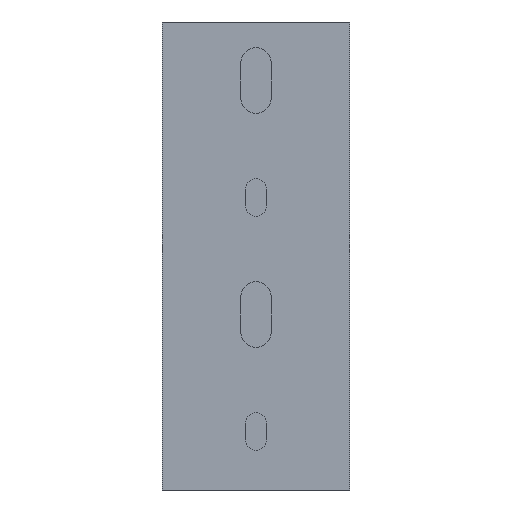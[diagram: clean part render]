
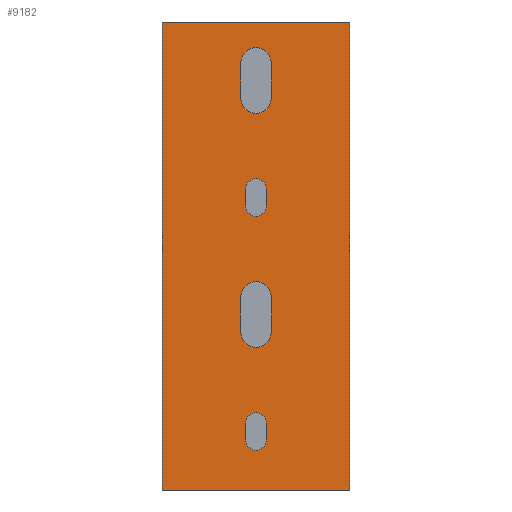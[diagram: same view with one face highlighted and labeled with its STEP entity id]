
A CAD part, front view. The second image highlights one B-rep face of the part: STEP entity #9182.
In plain terms, the highlighted planar face has unit normal (0, -1, 0).
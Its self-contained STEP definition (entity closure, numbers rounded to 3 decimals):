
#386=DIRECTION('',(1.,0.,0.));
#387=VECTOR('',#386,40.1);
#388=CARTESIAN_POINT('',(-20.05,-2.,0.));
#389=LINE('',#388,#387);
#393=DIRECTION('',(0.,0.,-1.));
#394=VECTOR('',#393,100.);
#395=CARTESIAN_POINT('',(20.05,-2.,0.));
#396=LINE('',#395,#394);
#400=DIRECTION('',(-1.,0.,0.));
#401=VECTOR('',#400,40.1);
#402=CARTESIAN_POINT('',(20.05,-2.,-100.));
#403=LINE('',#402,#401);
#407=DIRECTION('',(0.,0.,1.));
#408=VECTOR('',#407,3.5);
#409=CARTESIAN_POINT('',(2.25,-2.,-89.25));
#410=LINE('',#409,#408);
#414=DIRECTION('',(0.,0.,1.));
#415=VECTOR('',#414,3.5);
#416=CARTESIAN_POINT('',(-2.25,-2.,-89.25));
#417=LINE('',#416,#415);
#421=DIRECTION('',(0.,0.,1.));
#422=VECTOR('',#421,7.5);
#423=CARTESIAN_POINT('',(3.25,-2.,-16.25));
#424=LINE('',#423,#422);
#428=DIRECTION('',(0.,0.,1.));
#429=VECTOR('',#428,7.5);
#430=CARTESIAN_POINT('',(-3.25,-2.,-16.25));
#431=LINE('',#430,#429);
#435=DIRECTION('',(0.,0.,1.));
#436=VECTOR('',#435,3.5);
#437=CARTESIAN_POINT('',(2.25,-2.,-39.25));
#438=LINE('',#437,#436);
#442=DIRECTION('',(0.,0.,1.));
#443=VECTOR('',#442,3.5);
#444=CARTESIAN_POINT('',(-2.25,-2.,-39.25));
#445=LINE('',#444,#443);
#449=DIRECTION('',(0.,0.,1.));
#450=VECTOR('',#449,7.5);
#451=CARTESIAN_POINT('',(3.25,-2.,-66.25));
#452=LINE('',#451,#450);
#456=DIRECTION('',(0.,0.,1.));
#457=VECTOR('',#456,7.5);
#458=CARTESIAN_POINT('',(-3.25,-2.,-66.25));
#459=LINE('',#458,#457);
#470=DIRECTION('',(0.,0.,-1.));
#471=VECTOR('',#470,100.);
#472=CARTESIAN_POINT('',(-20.05,-2.,0.));
#473=LINE('',#472,#471);
#7371=CARTESIAN_POINT('',(0.,-2.,-85.75));
#7372=DIRECTION('',(0.,1.,0.));
#7373=DIRECTION('',(-1.,0.,0.));
#7374=AXIS2_PLACEMENT_3D('',#7371,#7372,#7373);
#7393=CARTESIAN_POINT('',(0.,-2.,-89.25));
#7394=DIRECTION('',(0.,1.,0.));
#7395=DIRECTION('',(1.,0.,0.));
#7396=AXIS2_PLACEMENT_3D('',#7393,#7394,#7395);
#7431=CARTESIAN_POINT('',(0.,-2.,-58.75));
#7432=DIRECTION('',(0.,1.,0.));
#7433=DIRECTION('',(-1.,0.,0.));
#7434=AXIS2_PLACEMENT_3D('',#7431,#7432,#7433);
#7453=CARTESIAN_POINT('',(0.,-2.,-66.25));
#7454=DIRECTION('',(0.,1.,0.));
#7455=DIRECTION('',(1.,0.,0.));
#7456=AXIS2_PLACEMENT_3D('',#7453,#7454,#7455);
#7491=CARTESIAN_POINT('',(0.,-2.,-35.75));
#7492=DIRECTION('',(0.,1.,0.));
#7493=DIRECTION('',(-1.,0.,0.));
#7494=AXIS2_PLACEMENT_3D('',#7491,#7492,#7493);
#7513=CARTESIAN_POINT('',(0.,-2.,-39.25));
#7514=DIRECTION('',(0.,1.,0.));
#7515=DIRECTION('',(1.,0.,0.));
#7516=AXIS2_PLACEMENT_3D('',#7513,#7514,#7515);
#7551=CARTESIAN_POINT('',(0.,-2.,-8.75));
#7552=DIRECTION('',(0.,1.,0.));
#7553=DIRECTION('',(-1.,0.,0.));
#7554=AXIS2_PLACEMENT_3D('',#7551,#7552,#7553);
#7573=CARTESIAN_POINT('',(0.,-2.,-16.25));
#7574=DIRECTION('',(0.,1.,0.));
#7575=DIRECTION('',(1.,0.,0.));
#7576=AXIS2_PLACEMENT_3D('',#7573,#7574,#7575);
#7596=CARTESIAN_POINT('',(-3.25,-2.,-8.75));
#7597=CARTESIAN_POINT('',(3.25,-2.,-8.75));
#7598=VERTEX_POINT('',#7596);
#7599=VERTEX_POINT('',#7597);
#7608=CARTESIAN_POINT('',(3.25,-2.,-16.25));
#7609=CARTESIAN_POINT('',(-3.25,-2.,-16.25));
#7610=VERTEX_POINT('',#7608);
#7611=VERTEX_POINT('',#7609);
#7612=CARTESIAN_POINT('',(-2.25,-2.,-35.75));
#7613=CARTESIAN_POINT('',(2.25,-2.,-35.75));
#7614=VERTEX_POINT('',#7612);
#7615=VERTEX_POINT('',#7613);
#7624=CARTESIAN_POINT('',(2.25,-2.,-39.25));
#7625=CARTESIAN_POINT('',(-2.25,-2.,-39.25));
#7626=VERTEX_POINT('',#7624);
#7627=VERTEX_POINT('',#7625);
#7748=CARTESIAN_POINT('',(-3.25,-2.,-66.25));
#7749=CARTESIAN_POINT('',(-3.25,-2.,-58.75));
#7750=VERTEX_POINT('',#7748);
#7751=VERTEX_POINT('',#7749);
#7752=CARTESIAN_POINT('',(-2.25,-2.,-89.25));
#7753=CARTESIAN_POINT('',(-2.25,-2.,-85.75));
#7754=VERTEX_POINT('',#7752);
#7755=VERTEX_POINT('',#7753);
#7764=CARTESIAN_POINT('',(3.25,-2.,-66.25));
#7765=CARTESIAN_POINT('',(3.25,-2.,-58.75));
#7766=VERTEX_POINT('',#7764);
#7767=VERTEX_POINT('',#7765);
#7768=CARTESIAN_POINT('',(2.25,-2.,-89.25));
#7769=CARTESIAN_POINT('',(2.25,-2.,-85.75));
#7770=VERTEX_POINT('',#7768);
#7771=VERTEX_POINT('',#7769);
#8964=CARTESIAN_POINT('',(-20.05,-2.,0.));
#8965=CARTESIAN_POINT('',(-20.05,-2.,-100.));
#8966=VERTEX_POINT('',#8964);
#8967=VERTEX_POINT('',#8965);
#8968=CARTESIAN_POINT('',(20.05,-2.,0.));
#8969=CARTESIAN_POINT('',(20.05,-2.,-100.));
#8970=VERTEX_POINT('',#8968);
#8971=VERTEX_POINT('',#8969);
#9130=CARTESIAN_POINT('',(-20.05,-2.,0.));
#9131=DIRECTION('',(0.,-1.,0.));
#9132=DIRECTION('',(1.,0.,0.));
#9133=AXIS2_PLACEMENT_3D('',#9130,#9131,#9132);
#9134=PLANE('',#9133);
#9135=ORIENTED_EDGE('',*,*,#8979,.T.);
#9136=ORIENTED_EDGE('',*,*,#9003,.T.);
#9137=ORIENTED_EDGE('',*,*,#9112,.T.);
#9139=ORIENTED_EDGE('',*,*,#9138,.F.);
#9140=EDGE_LOOP('',(#9135,#9136,#9137,#9139));
#9141=FACE_OUTER_BOUND('',#9140,.F.);
#9143=ORIENTED_EDGE('',*,*,#9142,.F.);
#9145=ORIENTED_EDGE('',*,*,#9144,.T.);
#9147=ORIENTED_EDGE('',*,*,#9146,.F.);
#9149=ORIENTED_EDGE('',*,*,#9148,.F.);
#9150=EDGE_LOOP('',(#9143,#9145,#9147,#9149));
#9151=FACE_BOUND('',#9150,.F.);
#9153=ORIENTED_EDGE('',*,*,#9152,.F.);
#9155=ORIENTED_EDGE('',*,*,#9154,.T.);
#9157=ORIENTED_EDGE('',*,*,#9156,.F.);
#9159=ORIENTED_EDGE('',*,*,#9158,.F.);
#9160=EDGE_LOOP('',(#9153,#9155,#9157,#9159));
#9161=FACE_BOUND('',#9160,.F.);
#9163=ORIENTED_EDGE('',*,*,#9162,.F.);
#9165=ORIENTED_EDGE('',*,*,#9164,.T.);
#9167=ORIENTED_EDGE('',*,*,#9166,.F.);
#9169=ORIENTED_EDGE('',*,*,#9168,.F.);
#9170=EDGE_LOOP('',(#9163,#9165,#9167,#9169));
#9171=FACE_BOUND('',#9170,.F.);
#9173=ORIENTED_EDGE('',*,*,#9172,.F.);
#9175=ORIENTED_EDGE('',*,*,#9174,.T.);
#9177=ORIENTED_EDGE('',*,*,#9176,.F.);
#9179=ORIENTED_EDGE('',*,*,#9178,.F.);
#9180=EDGE_LOOP('',(#9173,#9175,#9177,#9179));
#9181=FACE_BOUND('',#9180,.F.);
#7375=CIRCLE('',#7374,2.25);
#7397=CIRCLE('',#7396,2.25);
#7435=CIRCLE('',#7434,3.25);
#7457=CIRCLE('',#7456,3.25);
#7495=CIRCLE('',#7494,2.25);
#7517=CIRCLE('',#7516,2.25);
#7555=CIRCLE('',#7554,3.25);
#7577=CIRCLE('',#7576,3.25);
#8979=EDGE_CURVE('',#8966,#8970,#389,.T.);
#9003=EDGE_CURVE('',#8970,#8971,#396,.T.);
#9112=EDGE_CURVE('',#8971,#8967,#403,.T.);
#9138=EDGE_CURVE('',#8966,#8967,#473,.T.);
#9142=EDGE_CURVE('',#7770,#7754,#7397,.T.);
#9144=EDGE_CURVE('',#7770,#7771,#410,.T.);
#9146=EDGE_CURVE('',#7755,#7771,#7375,.T.);
#9148=EDGE_CURVE('',#7754,#7755,#417,.T.);
#9152=EDGE_CURVE('',#7610,#7611,#7577,.T.);
#9154=EDGE_CURVE('',#7610,#7599,#424,.T.);
#9156=EDGE_CURVE('',#7598,#7599,#7555,.T.);
#9158=EDGE_CURVE('',#7611,#7598,#431,.T.);
#9162=EDGE_CURVE('',#7626,#7627,#7517,.T.);
#9164=EDGE_CURVE('',#7626,#7615,#438,.T.);
#9166=EDGE_CURVE('',#7614,#7615,#7495,.T.);
#9168=EDGE_CURVE('',#7627,#7614,#445,.T.);
#9172=EDGE_CURVE('',#7766,#7750,#7457,.T.);
#9174=EDGE_CURVE('',#7766,#7767,#452,.T.);
#9176=EDGE_CURVE('',#7751,#7767,#7435,.T.);
#9178=EDGE_CURVE('',#7750,#7751,#459,.T.);
#9182=ADVANCED_FACE('',(#9141,#9151,#9161,#9171,#9181),#9134,.T.);
